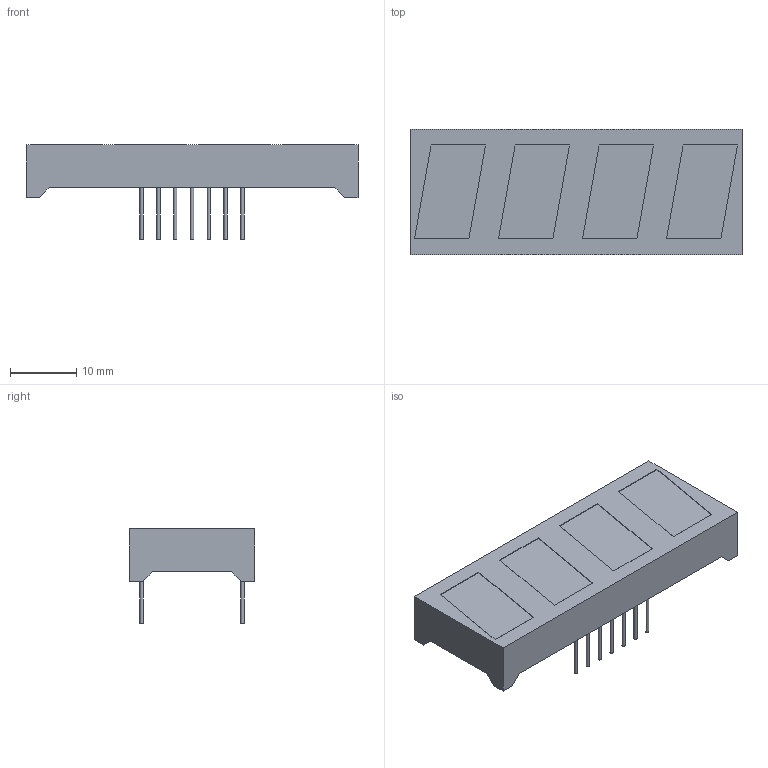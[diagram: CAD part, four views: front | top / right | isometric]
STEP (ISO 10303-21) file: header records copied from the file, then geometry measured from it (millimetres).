
FILE_DESCRIPTION(('HOOPS Exchange Step'),'2;1');
FILE_NAME('export-239C3753-2107-4ECF-9CD4-B94A7FE964AF.stp','2022-09-24T13:39:31-07:00',('Daxxn'),('Alibre'),'HOOPS Exchange 2022.0','Alibre','Unknown authorisation');
FILE_SCHEMA( ('AP242_MANAGED_MODEL_BASED_3D_ENGINEERING_MIM_LF {1 0 10303 442 1 1 4 }') );
Length unit declared in the file: centimetre
Products named in the file (1): KW4-56NCWB-P-Y
Bounding box: 50.2 x 19 x 14.3 mm (x, y, z)
Volume: 6220.9 mm3; surface area: 3043.5 mm2
Topology: 1 solids, 1 shells, 66 faces, 152 edges, 106 vertices
Faces by surface type: plane 52, cylinder 14
Full cylindrical faces by diameter (mm): 0.5 x14
Entity records: 1974 total; most frequent: DIRECTION 330, CARTESIAN_POINT 326, ORIENTED_EDGE 304, EDGE_CURVE 152, AXIS2_PLACEMENT_3D 110, VECTOR 110, LINE 110, VERTEX_POINT 106
